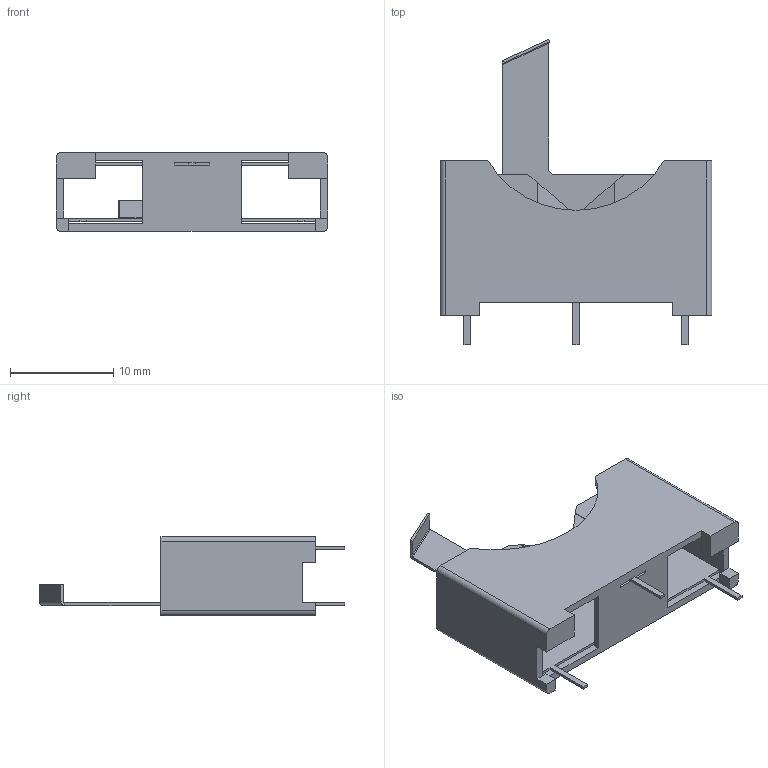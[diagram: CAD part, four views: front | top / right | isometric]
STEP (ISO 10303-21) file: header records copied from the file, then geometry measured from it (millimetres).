
FILE_DESCRIPTION (( 'STEP AP214' ), '1' );
FILE_NAME ('BV-2450-PC.STEP', '2019-10-20T21:16:05', ( '' ), ( '' ), 'SwSTEP 2.0', 'SolidWorks 2017', '' );
FILE_SCHEMA (( 'AUTOMOTIVE_DESIGN' ));
Length unit declared in the file: millimetre
Products named in the file (1): BV-2450-PC
Bounding box: 26.29 x 29.56 x 7.62 mm (x, y, z)
Volume: 791.6 mm3; surface area: 3137.2 mm2
Topology: 3 solids, 3 shells, 108 faces, 286 edges, 180 vertices
Faces by surface type: plane 83, cylinder 19, bspline 6
Entity records: 3400 total; most frequent: CARTESIAN_POINT 709, ORIENTED_EDGE 572, DIRECTION 498, EDGE_CURVE 286, VECTOR 240, LINE 240, VERTEX_POINT 180, AXIS2_PLACEMENT_3D 129
